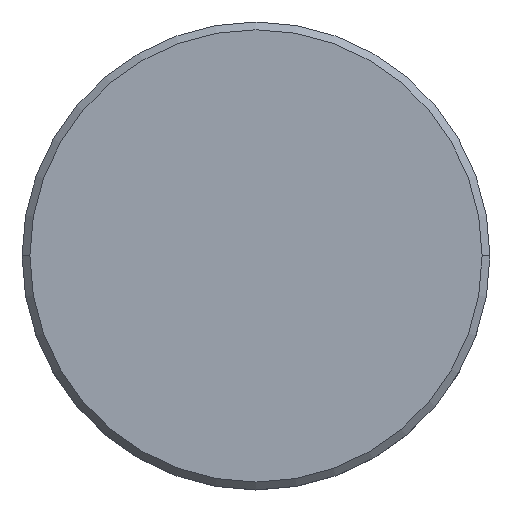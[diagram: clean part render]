
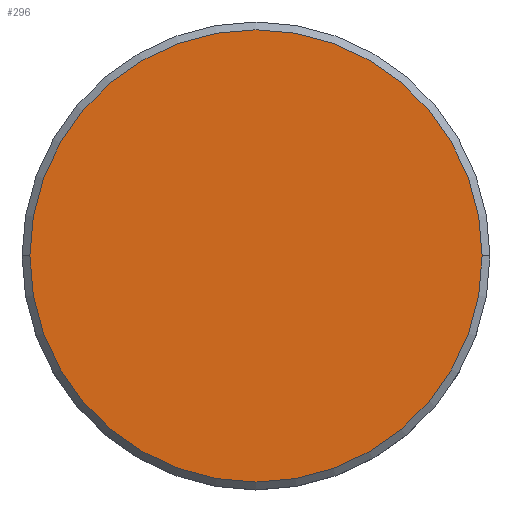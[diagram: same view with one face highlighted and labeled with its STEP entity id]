
A CAD part, top view. The second image highlights one B-rep face of the part: STEP entity #296.
In plain terms, the highlighted planar face has unit normal (0, 0, 1).
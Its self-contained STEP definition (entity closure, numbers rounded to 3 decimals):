
#36 = DIRECTION ( 'NONE',  ( 0., 0., 1. ) ) ;
#85 = VERTEX_POINT ( 'NONE', #349 ) ;
#99 = VERTEX_POINT ( 'NONE', #903 ) ;
#114 = CIRCLE ( 'NONE', #158, 14.5 ) ;
#148 = ORIENTED_EDGE ( 'NONE', *, *, #971, .T. ) ;
#158 = AXIS2_PLACEMENT_3D ( 'NONE', #1025, #36, #929 ) ;
#185 = EDGE_LOOP ( 'NONE', ( #148, #856 ) ) ;
#260 = DIRECTION ( 'NONE',  ( 0., 0., 1. ) ) ;
#296 = ADVANCED_FACE ( 'NONE', ( #728 ), #441, .T. ) ;
#349 = CARTESIAN_POINT ( 'NONE',  ( 14.5, 0., 0. ) ) ;
#401 = AXIS2_PLACEMENT_3D ( 'NONE', #631, #260, #1105 ) ;
#441 = PLANE ( 'NONE',  #401 ) ;
#631 = CARTESIAN_POINT ( 'NONE',  ( 0., 0., 0. ) ) ;
#664 = CARTESIAN_POINT ( 'NONE',  ( 0., 0., 0. ) ) ;
#728 = FACE_OUTER_BOUND ( 'NONE', #185, .T. ) ;
#778 = DIRECTION ( 'NONE',  ( 1., 0., 0. ) ) ;
#798 = AXIS2_PLACEMENT_3D ( 'NONE', #664, #870, #778 ) ;
#856 = ORIENTED_EDGE ( 'NONE', *, *, #920, .T. ) ;
#870 = DIRECTION ( 'NONE',  ( 0., 0., 1. ) ) ;
#903 = CARTESIAN_POINT ( 'NONE',  ( -14.5, 0., 0. ) ) ;
#913 = CIRCLE ( 'NONE', #798, 14.5 ) ;
#920 = EDGE_CURVE ( 'NONE', #85, #99, #114, .T. ) ;
#929 = DIRECTION ( 'NONE',  ( 1., 0., 0. ) ) ;
#971 = EDGE_CURVE ( 'NONE', #99, #85, #913, .T. ) ;
#1025 = CARTESIAN_POINT ( 'NONE',  ( 0., 0., 0. ) ) ;
#1105 = DIRECTION ( 'NONE',  ( 1., 0., 0. ) ) ;
